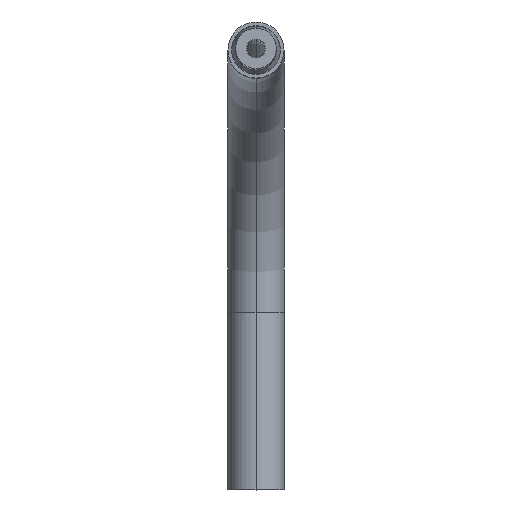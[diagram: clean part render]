
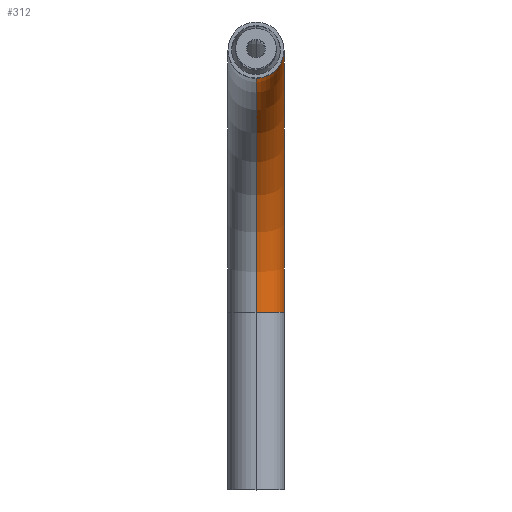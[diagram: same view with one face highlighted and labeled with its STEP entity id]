
A CAD part, top view. The second image highlights one B-rep face of the part: STEP entity #312.
In plain terms, the highlighted toroidal (fillet/blend) face has major radius 14.224 mm and minor radius 1.524 mm.
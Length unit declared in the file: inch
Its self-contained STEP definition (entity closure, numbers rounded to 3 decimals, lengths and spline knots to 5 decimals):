
#87=CARTESIAN_POINT('',(0.,0.38,0.));
#88=DIRECTION('',(0.,-1.,0.));
#89=DIRECTION('',(0.,0.,-1.));
#90=AXIS2_PLACEMENT_3D('',#87,#88,#89);
#96=CARTESIAN_POINT('',(0.,0.94,0.56));
#97=DIRECTION('',(0.,0.,-1.));
#98=DIRECTION('',(0.,1.,0.));
#99=AXIS2_PLACEMENT_3D('',#96,#97,#98);
#101=CARTESIAN_POINT('',(0.,0.38,0.56));
#102=DIRECTION('',(-1.,0.,0.));
#103=DIRECTION('',(0.,1.,0.));
#104=AXIS2_PLACEMENT_3D('',#101,#102,#103);
#119=CARTESIAN_POINT('',(0.,0.38,0.56));
#120=DIRECTION('',(-1.,0.,0.));
#121=DIRECTION('',(0.,1.,0.));
#122=AXIS2_PLACEMENT_3D('',#119,#120,#121);
#145=CARTESIAN_POINT('',(0.,1.,0.56));
#146=CARTESIAN_POINT('',(0.,0.88,0.56));
#147=VERTEX_POINT('',#145);
#148=VERTEX_POINT('',#146);
#153=CARTESIAN_POINT('',(0.,0.38,-0.06));
#154=CARTESIAN_POINT('',(0.,0.38,0.06));
#155=VERTEX_POINT('',#153);
#156=VERTEX_POINT('',#154);
#298=CARTESIAN_POINT('',(0.,0.38,0.56));
#299=DIRECTION('',(-1.,0.,0.));
#300=DIRECTION('',(0.,-1.,0.));
#301=AXIS2_PLACEMENT_3D('',#298,#299,#300);
#302=TOROIDAL_SURFACE('',#301,0.56,0.06);
#304=ORIENTED_EDGE('',*,*,#303,.F.);
#306=ORIENTED_EDGE('',*,*,#305,.T.);
#307=ORIENTED_EDGE('',*,*,#288,.T.);
#309=ORIENTED_EDGE('',*,*,#308,.F.);
#310=EDGE_LOOP('',(#304,#306,#307,#309));
#311=FACE_OUTER_BOUND('',#310,.F.);
#312=ADVANCED_FACE('',(#311),#302,.T.);
#91=CIRCLE('',#90,0.06);
#100=CIRCLE('',#99,0.06);
#105=CIRCLE('',#104,0.62);
#123=CIRCLE('',#122,0.5);
#288=EDGE_CURVE('',#155,#156,#91,.T.);
#303=EDGE_CURVE('',#147,#148,#100,.T.);
#305=EDGE_CURVE('',#147,#155,#105,.T.);
#308=EDGE_CURVE('',#148,#156,#123,.T.);
